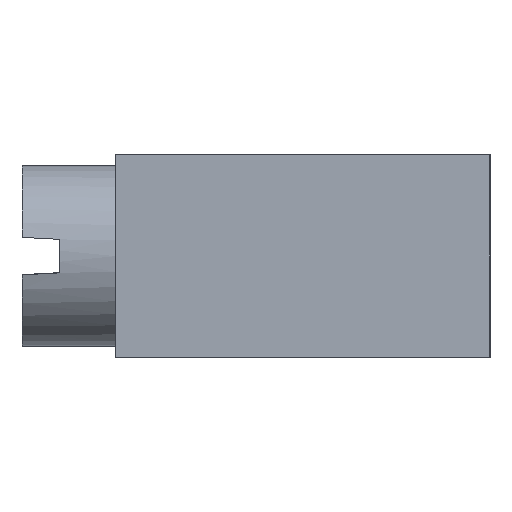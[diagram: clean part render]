
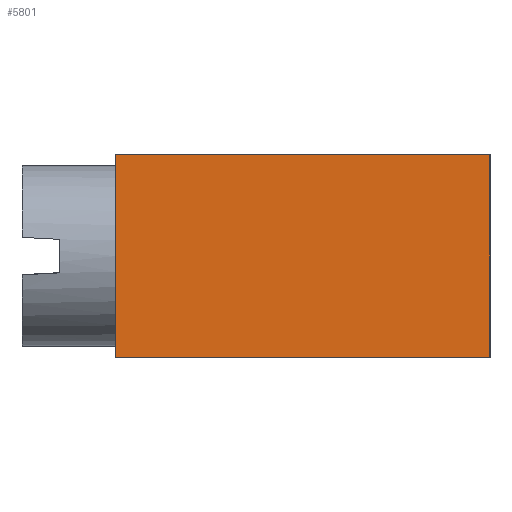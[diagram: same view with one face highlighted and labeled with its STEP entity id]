
A CAD part, left-side view. The second image highlights one B-rep face of the part: STEP entity #5801.
In plain terms, the highlighted planar face has unit normal (-1, 0, 0).
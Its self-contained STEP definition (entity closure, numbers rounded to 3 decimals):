
#1273 = EDGE_LOOP ( 'NONE', ( #4616, #4627, #4609, #4597 ) ) ;
#1604 = VERTEX_POINT ( 'NONE', #9114 ) ;
#1618 = VERTEX_POINT ( 'NONE', #9153 ) ;
#1672 = VERTEX_POINT ( 'NONE', #9210 ) ;
#1686 = VERTEX_POINT ( 'NONE', #9214 ) ;
#3746 = FACE_OUTER_BOUND ( 'NONE', #1273, .T. ) ;
#3749 = PLANE ( 'NONE',  #6738 ) ;
#3755 = CARTESIAN_POINT ( 'NONE',  ( 0., 0., 6.5 ) ) ;
#3776 = DIRECTION ( 'NONE',  ( 1., 0., 0. ) ) ;
#3777 = DIRECTION ( 'NONE',  ( 0., 0., -1. ) ) ;
#4137 = EDGE_CURVE ( 'NONE', #1618, #1672, #9252, .T. ) ;
#4154 = EDGE_CURVE ( 'NONE', #1686, #1604, #9269, .T. ) ;
#4185 = EDGE_CURVE ( 'NONE', #1686, #1618, #8487, .T. ) ;
#4195 = EDGE_CURVE ( 'NONE', #1604, #1672, #8009, .T. ) ;
#4597 = ORIENTED_EDGE ( 'NONE', *, *, #4185, .T. ) ;
#4609 = ORIENTED_EDGE ( 'NONE', *, *, #4154, .F. ) ;
#4616 = ORIENTED_EDGE ( 'NONE', *, *, #4137, .T. ) ;
#4627 = ORIENTED_EDGE ( 'NONE', *, *, #4195, .F. ) ;
#5801 = ADVANCED_FACE ( 'NONE', ( #3746 ), #3749, .F. ) ;
#6512 = VECTOR ( 'NONE', #9312, 1000. ) ;
#6518 = VECTOR ( 'NONE', #9254, 1000. ) ;
#6592 = VECTOR ( 'NONE', #8505, 1000. ) ;
#6621 = VECTOR ( 'NONE', #7980, 1000. ) ;
#6738 = AXIS2_PLACEMENT_3D ( 'NONE', #3755, #3776, #3777 ) ;
#7975 = CARTESIAN_POINT ( 'NONE',  ( 0., 0., 6.5 ) ) ;
#7980 = DIRECTION ( 'NONE',  ( 0., 0., -1. ) ) ;
#8009 = LINE ( 'NONE', #7975, #6621 ) ;
#8487 = LINE ( 'NONE', #8504, #6592 ) ;
#8504 = CARTESIAN_POINT ( 'NONE',  ( 0., 12., 6.5 ) ) ;
#8505 = DIRECTION ( 'NONE',  ( 0., 0., -1. ) ) ;
#9114 = CARTESIAN_POINT ( 'NONE',  ( 0., 0., 6.5 ) ) ;
#9153 = CARTESIAN_POINT ( 'NONE',  ( 0., 12., 0. ) ) ;
#9210 = CARTESIAN_POINT ( 'NONE',  ( 0., 0., 0. ) ) ;
#9214 = CARTESIAN_POINT ( 'NONE',  ( 0., 12., 6.5 ) ) ;
#9246 = CARTESIAN_POINT ( 'NONE',  ( 0., 0., 0. ) ) ;
#9252 = LINE ( 'NONE', #9246, #6518 ) ;
#9254 = DIRECTION ( 'NONE',  ( 0., -1., 0. ) ) ;
#9269 = LINE ( 'NONE', #9272, #6512 ) ;
#9272 = CARTESIAN_POINT ( 'NONE',  ( 0., 0., 6.5 ) ) ;
#9312 = DIRECTION ( 'NONE',  ( 0., -1., 0. ) ) ;
